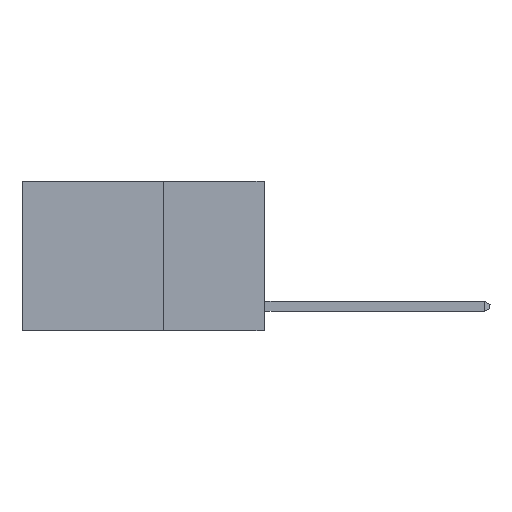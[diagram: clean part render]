
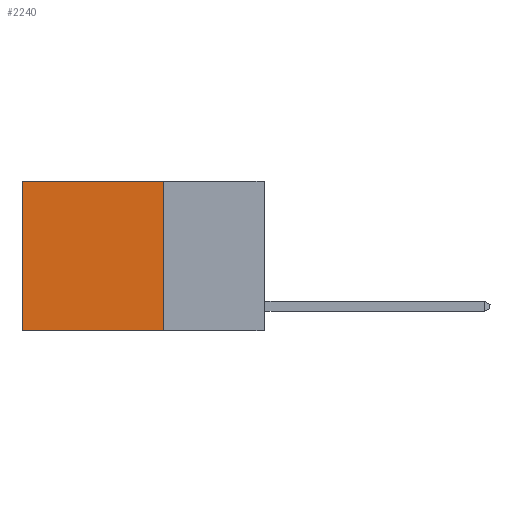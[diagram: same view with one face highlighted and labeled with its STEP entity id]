
A CAD part, left-side view. The second image highlights one B-rep face of the part: STEP entity #2240.
In plain terms, the highlighted planar face has unit normal (-1, 0, 0).
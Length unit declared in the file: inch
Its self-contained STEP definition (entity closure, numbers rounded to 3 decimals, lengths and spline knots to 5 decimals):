
#244 = CARTESIAN_POINT ( 'NONE',  ( 0.2625, 0.25, 0. ) ) ;
#343 = CARTESIAN_POINT ( 'NONE',  ( 0.2625, 0.25, 0. ) ) ;
#428 = EDGE_CURVE ( 'NONE', #3021, #10911, #7177, .T. ) ;
#1670 = VECTOR ( 'NONE', #5824, 39.37008 ) ;
#1756 = DIRECTION ( 'NONE',  ( 0., 1., 0. ) ) ;
#2240 = ADVANCED_FACE ( 'NONE', ( #10367 ), #11311, .F. ) ;
#2326 = VECTOR ( 'NONE', #11394, 39.37008 ) ;
#2584 = LINE ( 'NONE', #343, #12680 ) ;
#2670 = ORIENTED_EDGE ( 'NONE', *, *, #6602, .F. ) ;
#3021 = VERTEX_POINT ( 'NONE', #9853 ) ;
#4514 = EDGE_CURVE ( 'NONE', #5751, #3021, #7944, .T. ) ;
#4568 = DIRECTION ( 'NONE',  ( 0., 0., -1. ) ) ;
#4920 = CARTESIAN_POINT ( 'NONE',  ( 0.2625, 0.25, 0. ) ) ;
#4985 = ORIENTED_EDGE ( 'NONE', *, *, #4514, .T. ) ;
#5751 = VERTEX_POINT ( 'NONE', #244 ) ;
#5824 = DIRECTION ( 'NONE',  ( 0., 1., 0. ) ) ;
#5970 = ORIENTED_EDGE ( 'NONE', *, *, #11051, .F. ) ;
#6382 = VERTEX_POINT ( 'NONE', #12373 ) ;
#6446 = CARTESIAN_POINT ( 'NONE',  ( 0.2625, 0.6, -0.37 ) ) ;
#6602 = EDGE_CURVE ( 'NONE', #5751, #6382, #2584, .T. ) ;
#7031 = CARTESIAN_POINT ( 'NONE',  ( 0.2625, 0.25, 0. ) ) ;
#7177 = LINE ( 'NONE', #9408, #2326 ) ;
#7944 = LINE ( 'NONE', #4920, #8119 ) ;
#8078 = ORIENTED_EDGE ( 'NONE', *, *, #428, .T. ) ;
#8108 = LINE ( 'NONE', #12261, #1670 ) ;
#8119 = VECTOR ( 'NONE', #1756, 39.37008 ) ;
#8280 = DIRECTION ( 'NONE',  ( 1., 0., 0. ) ) ;
#9408 = CARTESIAN_POINT ( 'NONE',  ( 0.2625, 0.6, 0. ) ) ;
#9853 = CARTESIAN_POINT ( 'NONE',  ( 0.2625, 0.6, 0. ) ) ;
#10367 = FACE_OUTER_BOUND ( 'NONE', #13621, .T. ) ;
#10911 = VERTEX_POINT ( 'NONE', #6446 ) ;
#11051 = EDGE_CURVE ( 'NONE', #6382, #10911, #8108, .T. ) ;
#11311 = PLANE ( 'NONE',  #12603 ) ;
#11394 = DIRECTION ( 'NONE',  ( 0., 0., -1. ) ) ;
#12261 = CARTESIAN_POINT ( 'NONE',  ( 0.2625, 0.25, -0.37 ) ) ;
#12373 = CARTESIAN_POINT ( 'NONE',  ( 0.2625, 0.25, -0.37 ) ) ;
#12515 = DIRECTION ( 'NONE',  ( 0., 0., -1. ) ) ;
#12603 = AXIS2_PLACEMENT_3D ( 'NONE', #7031, #8280, #12515 ) ;
#12680 = VECTOR ( 'NONE', #4568, 39.37008 ) ;
#13621 = EDGE_LOOP ( 'NONE', ( #8078, #5970, #2670, #4985 ) ) ;
